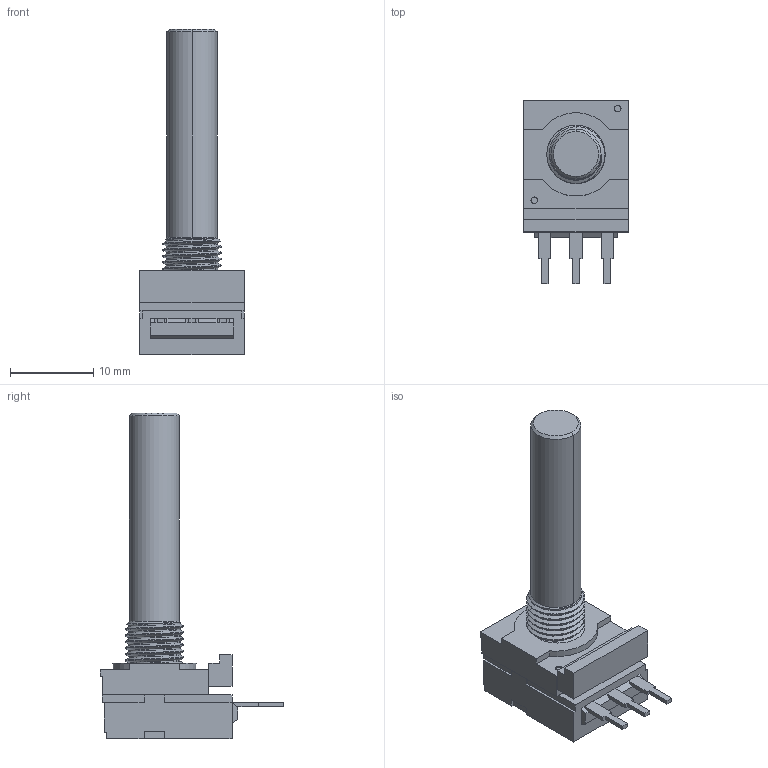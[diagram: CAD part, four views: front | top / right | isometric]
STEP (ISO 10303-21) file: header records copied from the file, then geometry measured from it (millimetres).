
FILE_DESCRIPTION(('STEP AP242'),'1');
FILE_NAME('1-1624227-0.stp','2020-07-19T14:37:40',('TraceParts'),('TraceParts S.A.'),'Spatial InterOp 3D',' ',' ');
FILE_SCHEMA(('AP242_MANAGED_MODEL_BASED_3D_ENGINEERING_MIM_LF {1 0 10303 442 1 1 4}'));
Length unit declared in the file: millimetre
Products named in the file (1): 1-1624227-0
Bounding box: 12.6 x 22 x 39.1 mm (x, y, z)
Volume: 2586.4 mm3; surface area: 1720.1 mm2
Topology: 1 solids, 1 shells, 124 faces, 328 edges, 210 vertices
Faces by surface type: plane 90, cylinder 21, bspline 9, cone 4
Entity records: 6987 total; most frequent: CARTESIAN_POINT 4000, ORIENTED_EDGE 656, DIRECTION 540, EDGE_CURVE 328, LINE 264, VECTOR 264, VERTEX_POINT 210, AXIS2_PLACEMENT_3D 138
